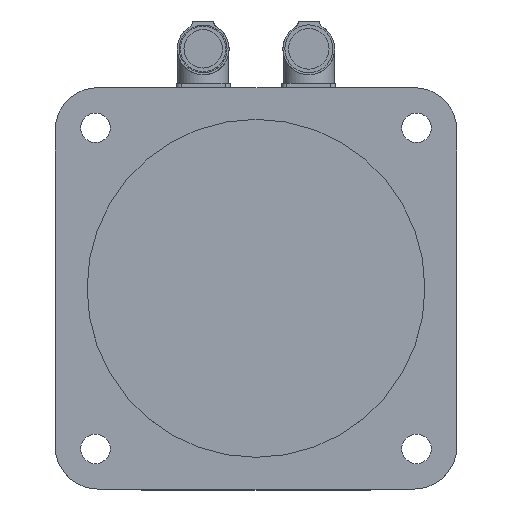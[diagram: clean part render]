
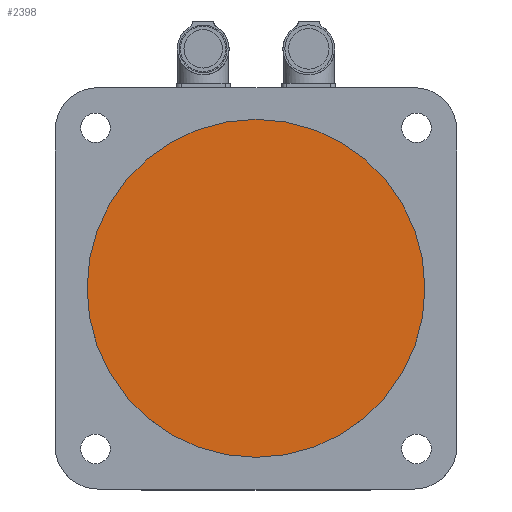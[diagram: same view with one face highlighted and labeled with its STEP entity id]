
A CAD part, top view. The second image highlights one B-rep face of the part: STEP entity #2398.
In plain terms, the highlighted planar face has unit normal (0, 0, 1).
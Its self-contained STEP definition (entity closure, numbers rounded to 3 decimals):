
#760 = DIRECTION ( 'NONE',  ( 0., 0., -1. ) ) ;
#954 = AXIS2_PLACEMENT_3D ( 'NONE', #1558, #4626, #4672 ) ;
#1214 = EDGE_LOOP ( 'NONE', ( #2852, #1301 ) ) ;
#1301 = ORIENTED_EDGE ( 'NONE', *, *, #3176, .T. ) ;
#1558 = CARTESIAN_POINT ( 'NONE',  ( 0., 0., 20.75 ) ) ;
#2398 = ADVANCED_FACE ( 'NONE', ( #3455 ), #4618, .F. ) ;
#2498 = CIRCLE ( 'NONE', #954, 80. ) ;
#2625 = CARTESIAN_POINT ( 'NONE',  ( 0., 0., 20.75 ) ) ;
#2852 = ORIENTED_EDGE ( 'NONE', *, *, #3177, .T. ) ;
#3061 = DIRECTION ( 'NONE',  ( 0., 0., 1. ) ) ;
#3128 = DIRECTION ( 'NONE',  ( 1., 0., 0. ) ) ;
#3176 = EDGE_CURVE ( 'NONE', #3293, #4901, #2498, .T. ) ;
#3177 = EDGE_CURVE ( 'NONE', #4901, #3293, #4441, .T. ) ;
#3293 = VERTEX_POINT ( 'NONE', #3913 ) ;
#3455 = FACE_OUTER_BOUND ( 'NONE', #1214, .T. ) ;
#3558 = AXIS2_PLACEMENT_3D ( 'NONE', #2625, #3061, #3128 ) ;
#3896 = CARTESIAN_POINT ( 'NONE',  ( 80., 0., 20.75 ) ) ;
#3913 = CARTESIAN_POINT ( 'NONE',  ( -80., 0., 20.75 ) ) ;
#4266 = CARTESIAN_POINT ( 'NONE',  ( 0., 0., 20.75 ) ) ;
#4441 = CIRCLE ( 'NONE', #3558, 80. ) ;
#4563 = AXIS2_PLACEMENT_3D ( 'NONE', #4266, #760, #4594 ) ;
#4594 = DIRECTION ( 'NONE',  ( 0., -1., 0. ) ) ;
#4618 = PLANE ( 'NONE',  #4563 ) ;
#4626 = DIRECTION ( 'NONE',  ( 0., 0., 1. ) ) ;
#4672 = DIRECTION ( 'NONE',  ( 1., 0., 0. ) ) ;
#4901 = VERTEX_POINT ( 'NONE', #3896 ) ;
